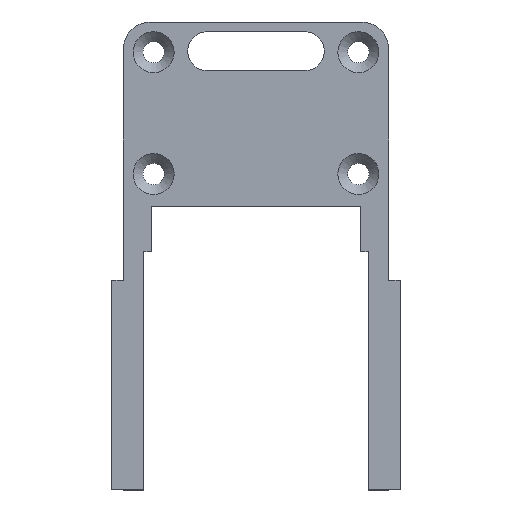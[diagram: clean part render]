
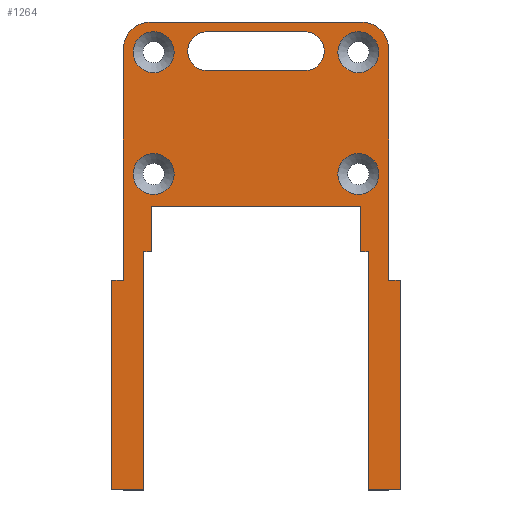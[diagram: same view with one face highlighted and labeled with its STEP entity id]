
A CAD part, top view. The second image highlights one B-rep face of the part: STEP entity #1264.
In plain terms, the highlighted planar face has unit normal (0, 0, 1).
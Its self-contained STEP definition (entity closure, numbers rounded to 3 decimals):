
#331 = VERTEX_POINT('',#332);
#332 = CARTESIAN_POINT('',(-13.6,53.1,18.5));
#338 = EDGE_CURVE('',#331,#339,#341,.T.);
#339 = VERTEX_POINT('',#340);
#340 = CARTESIAN_POINT('',(-13.6,76.85,18.5));
#341 = LINE('',#342,#343);
#342 = CARTESIAN_POINT('',(-13.6,53.1,18.5));
#343 = VECTOR('',#344,1.);
#344 = DIRECTION('',(0.,1.,0.));
#362 = VERTEX_POINT('',#363);
#363 = CARTESIAN_POINT('',(-10.85,79.6,18.5));
#369 = EDGE_CURVE('',#339,#362,#370,.T.);
#370 = CIRCLE('',#371,2.75);
#371 = AXIS2_PLACEMENT_3D('',#372,#373,#374);
#372 = CARTESIAN_POINT('',(-10.85,76.85,18.5));
#373 = DIRECTION('',(-0.,-0.,-1.));
#374 = DIRECTION('',(0.,-1.,0.));
#418 = EDGE_CURVE('',#362,#419,#421,.T.);
#419 = VERTEX_POINT('',#420);
#420 = CARTESIAN_POINT('',(10.85,79.6,18.5));
#421 = LINE('',#422,#423);
#422 = CARTESIAN_POINT('',(-13.6,79.6,18.5));
#423 = VECTOR('',#424,1.);
#424 = DIRECTION('',(1.,0.,0.));
#441 = VERTEX_POINT('',#442);
#442 = CARTESIAN_POINT('',(-11.5,56.02,18.5));
#448 = EDGE_CURVE('',#441,#449,#451,.T.);
#449 = VERTEX_POINT('',#450);
#450 = CARTESIAN_POINT('',(-11.5,31.6,18.5));
#451 = LINE('',#452,#453);
#452 = CARTESIAN_POINT('',(-11.5,53.1,18.5));
#453 = VECTOR('',#454,1.);
#454 = DIRECTION('',(0.,-1.,0.));
#482 = VERTEX_POINT('',#483);
#483 = CARTESIAN_POINT('',(13.6,76.85,18.5));
#489 = EDGE_CURVE('',#419,#482,#490,.T.);
#490 = CIRCLE('',#491,2.75);
#491 = AXIS2_PLACEMENT_3D('',#492,#493,#494);
#492 = CARTESIAN_POINT('',(10.85,76.85,18.5));
#493 = DIRECTION('',(-0.,-0.,-1.));
#494 = DIRECTION('',(0.,-1.,0.));
#506 = VERTEX_POINT('',#507);
#507 = CARTESIAN_POINT('',(-10.75,56.02,18.5));
#513 = EDGE_CURVE('',#506,#441,#514,.T.);
#514 = LINE('',#515,#516);
#515 = CARTESIAN_POINT('',(-10.75,56.02,18.5));
#516 = VECTOR('',#517,1.);
#517 = DIRECTION('',(-1.,0.,0.));
#531 = EDGE_CURVE('',#482,#532,#534,.T.);
#532 = VERTEX_POINT('',#533);
#533 = CARTESIAN_POINT('',(13.6,53.1,18.5));
#534 = LINE('',#535,#536);
#535 = CARTESIAN_POINT('',(13.6,79.6,18.5));
#536 = VECTOR('',#537,1.);
#537 = DIRECTION('',(0.,-1.,0.));
#554 = VERTEX_POINT('',#555);
#555 = CARTESIAN_POINT('',(-10.75,60.67,18.5));
#561 = EDGE_CURVE('',#554,#506,#562,.T.);
#562 = LINE('',#563,#564);
#563 = CARTESIAN_POINT('',(-10.75,60.67,18.5));
#564 = VECTOR('',#565,1.);
#565 = DIRECTION('',(0.,-1.,0.));
#609 = VERTEX_POINT('',#610);
#610 = CARTESIAN_POINT('',(10.75,60.67,18.5));
#616 = EDGE_CURVE('',#609,#554,#617,.T.);
#617 = LINE('',#618,#619);
#618 = CARTESIAN_POINT('',(10.75,60.67,18.5));
#619 = VECTOR('',#620,1.);
#620 = DIRECTION('',(-1.,0.,0.));
#633 = VERTEX_POINT('',#634);
#634 = CARTESIAN_POINT('',(11.5,56.02,18.5));
#651 = VERTEX_POINT('',#652);
#652 = CARTESIAN_POINT('',(11.5,31.6,18.5));
#658 = EDGE_CURVE('',#651,#633,#659,.T.);
#659 = LINE('',#660,#661);
#660 = CARTESIAN_POINT('',(11.5,53.1,18.5));
#661 = VECTOR('',#662,1.);
#662 = DIRECTION('',(0.,1.,0.));
#674 = VERTEX_POINT('',#675);
#675 = CARTESIAN_POINT('',(10.75,56.02,18.5));
#681 = EDGE_CURVE('',#674,#609,#682,.T.);
#682 = LINE('',#683,#684);
#683 = CARTESIAN_POINT('',(10.75,56.02,18.5));
#684 = VECTOR('',#685,1.);
#685 = DIRECTION('',(0.,1.,0.));
#697 = EDGE_CURVE('',#633,#674,#698,.T.);
#698 = LINE('',#699,#700);
#699 = CARTESIAN_POINT('',(11.5,56.02,18.5));
#700 = VECTOR('',#701,1.);
#701 = DIRECTION('',(-1.,0.,0.));
#894 = EDGE_CURVE('',#895,#897,#899,.T.);
#895 = VERTEX_POINT('',#896);
#896 = CARTESIAN_POINT('',(-5.,78.6,18.5));
#897 = VERTEX_POINT('',#898);
#898 = CARTESIAN_POINT('',(5.,78.6,18.5));
#899 = LINE('',#900,#901);
#900 = CARTESIAN_POINT('',(-5.,78.6,18.5));
#901 = VECTOR('',#902,1.);
#902 = DIRECTION('',(1.,0.,0.));
#1238 = EDGE_CURVE('',#331,#1239,#1241,.T.);
#1239 = VERTEX_POINT('',#1240);
#1240 = CARTESIAN_POINT('',(-14.8,53.1,18.5));
#1241 = LINE('',#1242,#1243);
#1242 = CARTESIAN_POINT('',(-11.5,53.1,18.5));
#1243 = VECTOR('',#1244,1.);
#1244 = DIRECTION('',(-1.,0.,0.));
#1264 = ADVANCED_FACE('',(#1265,#1316,#1343,#1354,#1365,#1376),#1387,.T.
  );
#1265 = FACE_BOUND('',#1266,.T.);
#1266 = EDGE_LOOP('',(#1267,#1268,#1269,#1277,#1283,#1284,#1285,#1286,
    #1287,#1288,#1289,#1290,#1298,#1306,#1312,#1313,#1314,#1315));
#1267 = ORIENTED_EDGE('',*,*,#338,.F.);
#1268 = ORIENTED_EDGE('',*,*,#1238,.T.);
#1269 = ORIENTED_EDGE('',*,*,#1270,.T.);
#1270 = EDGE_CURVE('',#1239,#1271,#1273,.T.);
#1271 = VERTEX_POINT('',#1272);
#1272 = CARTESIAN_POINT('',(-14.8,31.6,18.5));
#1273 = LINE('',#1274,#1275);
#1274 = CARTESIAN_POINT('',(-14.8,53.1,18.5));
#1275 = VECTOR('',#1276,1.);
#1276 = DIRECTION('',(0.,-1.,0.));
#1277 = ORIENTED_EDGE('',*,*,#1278,.F.);
#1278 = EDGE_CURVE('',#449,#1271,#1279,.T.);
#1279 = LINE('',#1280,#1281);
#1280 = CARTESIAN_POINT('',(-11.5,31.6,18.5));
#1281 = VECTOR('',#1282,1.);
#1282 = DIRECTION('',(-1.,0.,0.));
#1283 = ORIENTED_EDGE('',*,*,#448,.F.);
#1284 = ORIENTED_EDGE('',*,*,#513,.F.);
#1285 = ORIENTED_EDGE('',*,*,#561,.F.);
#1286 = ORIENTED_EDGE('',*,*,#616,.F.);
#1287 = ORIENTED_EDGE('',*,*,#681,.F.);
#1288 = ORIENTED_EDGE('',*,*,#697,.F.);
#1289 = ORIENTED_EDGE('',*,*,#658,.F.);
#1290 = ORIENTED_EDGE('',*,*,#1291,.T.);
#1291 = EDGE_CURVE('',#651,#1292,#1294,.T.);
#1292 = VERTEX_POINT('',#1293);
#1293 = CARTESIAN_POINT('',(14.8,31.6,18.5));
#1294 = LINE('',#1295,#1296);
#1295 = CARTESIAN_POINT('',(11.5,31.6,18.5));
#1296 = VECTOR('',#1297,1.);
#1297 = DIRECTION('',(1.,0.,0.));
#1298 = ORIENTED_EDGE('',*,*,#1299,.F.);
#1299 = EDGE_CURVE('',#1300,#1292,#1302,.T.);
#1300 = VERTEX_POINT('',#1301);
#1301 = CARTESIAN_POINT('',(14.8,53.1,18.5));
#1302 = LINE('',#1303,#1304);
#1303 = CARTESIAN_POINT('',(14.8,53.1,18.5));
#1304 = VECTOR('',#1305,1.);
#1305 = DIRECTION('',(0.,-1.,0.));
#1306 = ORIENTED_EDGE('',*,*,#1307,.F.);
#1307 = EDGE_CURVE('',#532,#1300,#1308,.T.);
#1308 = LINE('',#1309,#1310);
#1309 = CARTESIAN_POINT('',(11.5,53.1,18.5));
#1310 = VECTOR('',#1311,1.);
#1311 = DIRECTION('',(1.,0.,0.));
#1312 = ORIENTED_EDGE('',*,*,#531,.F.);
#1313 = ORIENTED_EDGE('',*,*,#489,.F.);
#1314 = ORIENTED_EDGE('',*,*,#418,.F.);
#1315 = ORIENTED_EDGE('',*,*,#369,.F.);
#1316 = FACE_BOUND('',#1317,.T.);
#1317 = EDGE_LOOP('',(#1318,#1319,#1328,#1336));
#1318 = ORIENTED_EDGE('',*,*,#894,.T.);
#1319 = ORIENTED_EDGE('',*,*,#1320,.F.);
#1320 = EDGE_CURVE('',#1321,#897,#1323,.T.);
#1321 = VERTEX_POINT('',#1322);
#1322 = CARTESIAN_POINT('',(5.,74.6,18.5));
#1323 = CIRCLE('',#1324,2.);
#1324 = AXIS2_PLACEMENT_3D('',#1325,#1326,#1327);
#1325 = CARTESIAN_POINT('',(5.,76.6,18.5));
#1326 = DIRECTION('',(0.,0.,1.));
#1327 = DIRECTION('',(1.,0.,0.));
#1328 = ORIENTED_EDGE('',*,*,#1329,.F.);
#1329 = EDGE_CURVE('',#1330,#1321,#1332,.T.);
#1330 = VERTEX_POINT('',#1331);
#1331 = CARTESIAN_POINT('',(-5.,74.6,18.5));
#1332 = LINE('',#1333,#1334);
#1333 = CARTESIAN_POINT('',(-5.,74.6,18.5));
#1334 = VECTOR('',#1335,1.);
#1335 = DIRECTION('',(1.,0.,0.));
#1336 = ORIENTED_EDGE('',*,*,#1337,.F.);
#1337 = EDGE_CURVE('',#895,#1330,#1338,.T.);
#1338 = CIRCLE('',#1339,2.);
#1339 = AXIS2_PLACEMENT_3D('',#1340,#1341,#1342);
#1340 = CARTESIAN_POINT('',(-5.,76.6,18.5));
#1341 = DIRECTION('',(0.,0.,1.));
#1342 = DIRECTION('',(1.,0.,0.));
#1343 = FACE_BOUND('',#1344,.T.);
#1344 = EDGE_LOOP('',(#1345));
#1345 = ORIENTED_EDGE('',*,*,#1346,.F.);
#1346 = EDGE_CURVE('',#1347,#1347,#1349,.T.);
#1347 = VERTEX_POINT('',#1348);
#1348 = CARTESIAN_POINT('',(-8.4,76.5,18.5));
#1349 = CIRCLE('',#1350,2.1);
#1350 = AXIS2_PLACEMENT_3D('',#1351,#1352,#1353);
#1351 = CARTESIAN_POINT('',(-10.5,76.5,18.5));
#1352 = DIRECTION('',(0.,0.,1.));
#1353 = DIRECTION('',(1.,0.,0.));
#1354 = FACE_BOUND('',#1355,.T.);
#1355 = EDGE_LOOP('',(#1356));
#1356 = ORIENTED_EDGE('',*,*,#1357,.F.);
#1357 = EDGE_CURVE('',#1358,#1358,#1360,.T.);
#1358 = VERTEX_POINT('',#1359);
#1359 = CARTESIAN_POINT('',(-8.4,64.,18.5));
#1360 = CIRCLE('',#1361,2.1);
#1361 = AXIS2_PLACEMENT_3D('',#1362,#1363,#1364);
#1362 = CARTESIAN_POINT('',(-10.5,64.,18.5));
#1363 = DIRECTION('',(0.,0.,1.));
#1364 = DIRECTION('',(1.,0.,0.));
#1365 = FACE_BOUND('',#1366,.T.);
#1366 = EDGE_LOOP('',(#1367));
#1367 = ORIENTED_EDGE('',*,*,#1368,.F.);
#1368 = EDGE_CURVE('',#1369,#1369,#1371,.T.);
#1369 = VERTEX_POINT('',#1370);
#1370 = CARTESIAN_POINT('',(12.6,64.,18.5));
#1371 = CIRCLE('',#1372,2.1);
#1372 = AXIS2_PLACEMENT_3D('',#1373,#1374,#1375);
#1373 = CARTESIAN_POINT('',(10.5,64.,18.5));
#1374 = DIRECTION('',(0.,0.,1.));
#1375 = DIRECTION('',(1.,0.,0.));
#1376 = FACE_BOUND('',#1377,.T.);
#1377 = EDGE_LOOP('',(#1378));
#1378 = ORIENTED_EDGE('',*,*,#1379,.F.);
#1379 = EDGE_CURVE('',#1380,#1380,#1382,.T.);
#1380 = VERTEX_POINT('',#1381);
#1381 = CARTESIAN_POINT('',(12.6,76.5,18.5));
#1382 = CIRCLE('',#1383,2.1);
#1383 = AXIS2_PLACEMENT_3D('',#1384,#1385,#1386);
#1384 = CARTESIAN_POINT('',(10.5,76.5,18.5));
#1385 = DIRECTION('',(0.,0.,1.));
#1386 = DIRECTION('',(1.,0.,0.));
#1387 = PLANE('',#1388);
#1388 = AXIS2_PLACEMENT_3D('',#1389,#1390,#1391);
#1389 = CARTESIAN_POINT('',(0.,55.824,18.5));
#1390 = DIRECTION('',(0.,0.,1.));
#1391 = DIRECTION('',(0.,1.,0.));
